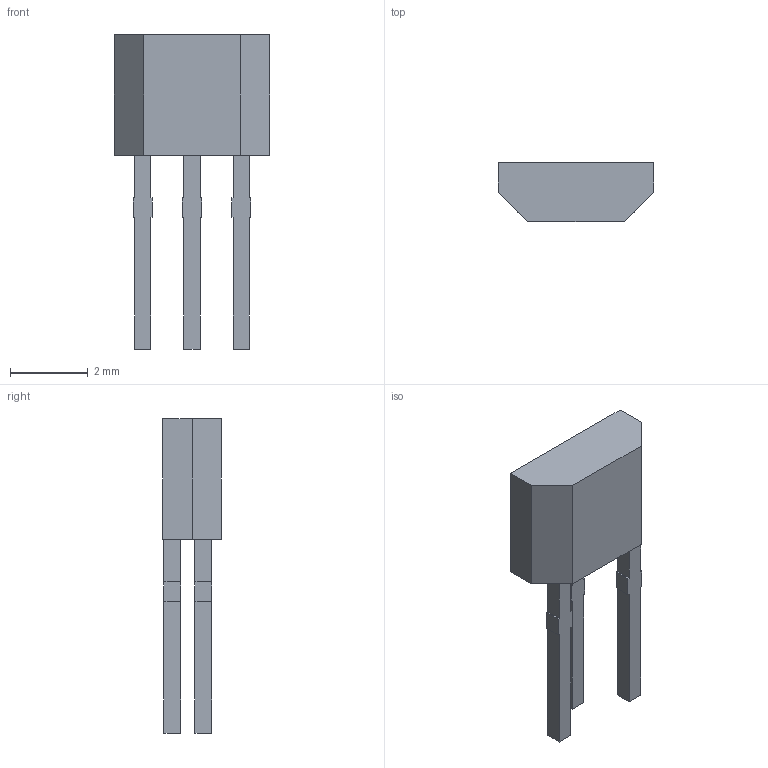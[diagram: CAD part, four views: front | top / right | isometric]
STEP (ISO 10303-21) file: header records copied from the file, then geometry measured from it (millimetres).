
FILE_DESCRIPTION(/* description */ (''),/* implementation_level */ '2;1');
FILE_NAME(/* name */ 'TO-92S-R.step',/* time_stamp */ '2019-10-02T16:44:46-05:00',/* author */ (''),/* organization */ (''),/* preprocessor_version */ 'ST-DEVELOPER v18',/* originating_system */ 'Autodesk Translation Framework v8.6.0.1094',/* authorisation */ '');
FILE_SCHEMA (('AUTOMOTIVE_DESIGN { 1 0 10303 214 3 1 1 }'));
Length unit declared in the file: millimetre
Products named in the file (2): TO-92S-R; Component1
Assembly tree (1 placements, depth 2):
  TO-92S-R
    Component1
Bounding box: 4 x 1.52 x 8.11 mm (x, y, z)
Volume: 19.9 mm3; surface area: 68.7 mm2
Topology: 1 solids, 1 shells, 47 faces, 126 edges, 84 vertices
Faces by surface type: plane 47
Entity records: 1515 total; most frequent: CARTESIAN_POINT 260, ORIENTED_EDGE 252, DIRECTION 226, LINE 126, VECTOR 126, EDGE_CURVE 126, VERTEX_POINT 84, EDGE_LOOP 50
